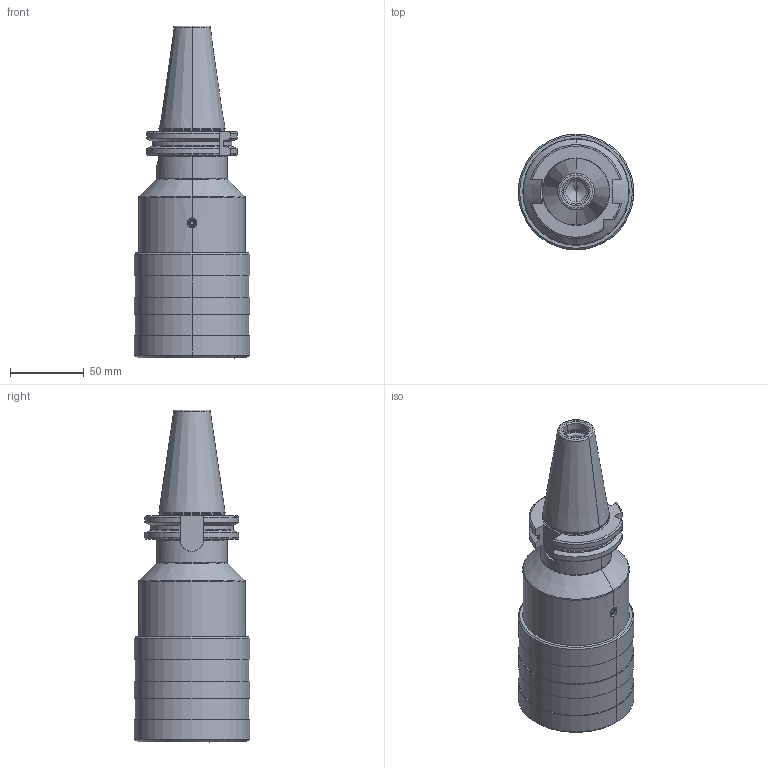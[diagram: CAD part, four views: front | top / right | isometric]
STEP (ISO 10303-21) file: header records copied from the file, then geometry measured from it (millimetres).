
FILE_DESCRIPTION((''),'2;1');
FILE_NAME('402_16_36','2020-10-07T',('104091'),(''),'CREO PARAMETRIC BY PTC INC, 2016260','CREO PARAMETRIC BY PTC INC, 2016260','');
FILE_SCHEMA(('CONFIG_CONTROL_DESIGN'));
Length unit declared in the file: millimetre
Products named in the file (1): 402_16_36
Bounding box: 78.1 x 78.1 x 224.4 mm (x, y, z)
Volume: 547312 mm3; surface area: 71616.5 mm2
Topology: 1 solids, 1 shells, 180 faces, 447 edges, 271 vertices
Faces by surface type: plane 53, cylinder 46, cone 44, torus 31, sphere 6
Entity records: 5881 total; most frequent: CARTESIAN_POINT 1607, DIRECTION 917, ORIENTED_EDGE 874, EDGE_CURVE 437, AXIS2_PLACEMENT_3D 377, VERTEX_POINT 271, EDGE_LOOP 196, CIRCLE 194
